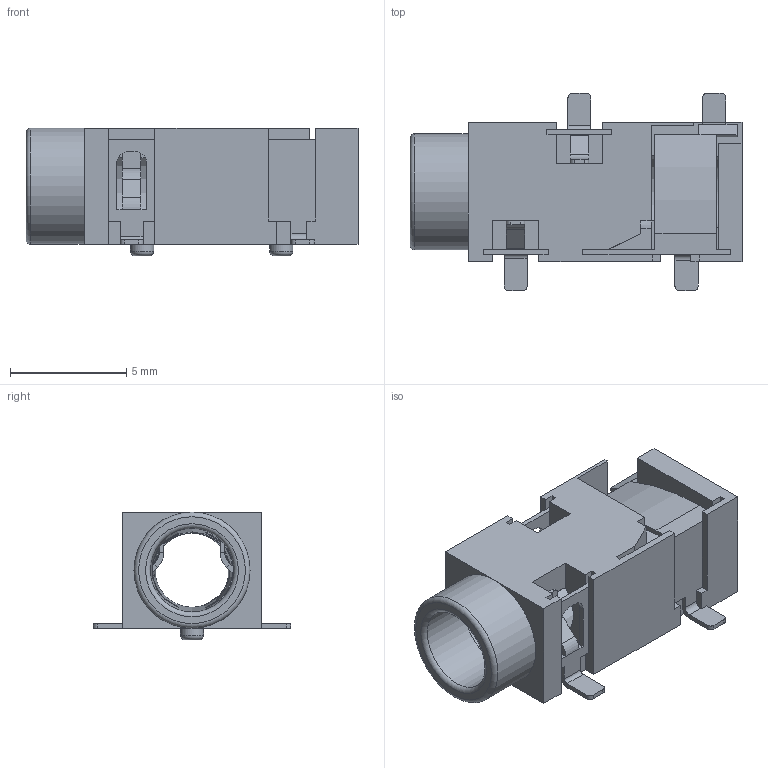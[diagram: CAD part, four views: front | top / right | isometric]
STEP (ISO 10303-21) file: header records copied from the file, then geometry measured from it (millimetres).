
FILE_DESCRIPTION(/* description */ ('STEP AP214'),/* implementation_level */ '2;1');
FILE_NAME(/* name */ 'AUDIO-SMD_L11.8-W6.0-H5.0-4P.step',/* time_stamp */ '2024-08-16T14:52:08+02:00',/* author */ (''),/* organization */ (''),/* preprocessor_version */ 'ST-DEVELOPER v20',/* originating_system */ 'Autodesk Translation Framework v13.14.0.145',/* authorisation */ '');
FILE_SCHEMA (('AUTOMOTIVE_DESIGN { 1 0 10303 214 3 1 1 }'));
Length unit declared in the file: millimetre
Products named in the file (1): AUDIO-SMD_L11.8-W6.0-H5.0-4P
Bounding box: 14.3 x 8.5 x 5.5 mm (x, y, z)
Volume: 215.4 mm3; surface area: 636.7 mm2
Topology: 1 solids, 1 shells, 233 faces, 619 edges, 382 vertices
Faces by surface type: plane 189, cylinder 39, torus 4, cone 1
Full cylindrical faces by diameter (mm): 1 x2, 3.6 x1, 5 x1
Entity records: 7392 total; most frequent: CARTESIAN_POINT 1249, ORIENTED_EDGE 1238, DIRECTION 1191, EDGE_CURVE 619, LINE 505, VECTOR 505, VERTEX_POINT 382, AXIS2_PLACEMENT_3D 343
